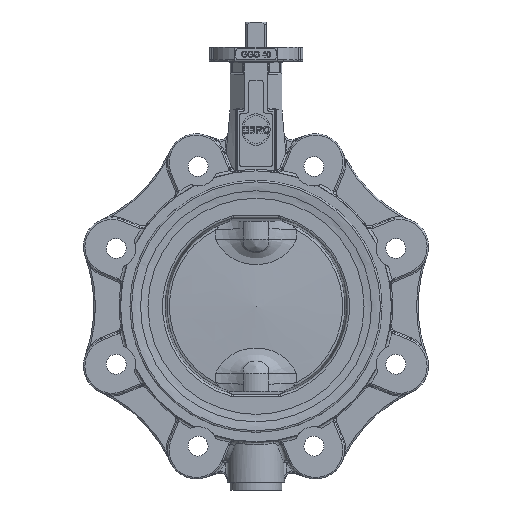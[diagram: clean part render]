
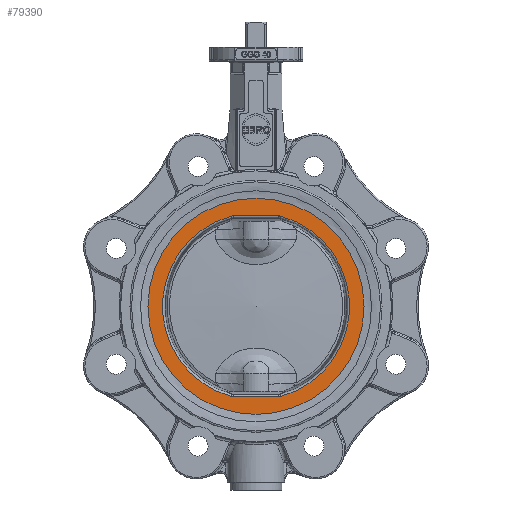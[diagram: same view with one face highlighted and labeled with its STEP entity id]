
A CAD part, front view. The second image highlights one B-rep face of the part: STEP entity #79390.
In plain terms, the highlighted free-form (B-spline) face has degree [1, 1] with [2, 2] control points.
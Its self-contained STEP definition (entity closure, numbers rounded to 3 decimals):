
#78242=CARTESIAN_POINT('',(75.009,-28.,0.));
#78243=VERTEX_POINT('',#78242);
#78244=CARTESIAN_POINT('',(0.,-28.,0.));
#78245=DIRECTION('',(0.0,1.0,0.0));
#78246=DIRECTION('',(1.0,0.0,0.0));
#78247=AXIS2_PLACEMENT_3D('',#78244,#78245,#78246);
#78248=CIRCLE('',#78247,75.009);
#78249=EDGE_CURVE('',#78243,#78243,#78248,.T.);
#79310=CARTESIAN_POINT('',(-75.009,-28.,75.009));
#79311=CARTESIAN_POINT('',(-75.009,-28.,-75.009));
#79312=CARTESIAN_POINT('',(75.009,-28.,75.009));
#79313=CARTESIAN_POINT('',(75.009,-28.,-75.009));
#79314=B_SPLINE_SURFACE_WITH_KNOTS('',1,1,((#79310,#79312),(#79311,#79313)),.UNSPECIFIED.,.F.,.F.,.U.,(2,2),(2,2),(0.0,150.018),(0.0,150.018),.UNSPECIFIED.);
#79315=ORIENTED_EDGE('',*,*,#78249,.F.);
#79316=EDGE_LOOP('',(#79315));
#79317=FACE_OUTER_BOUND('',#79316,.T.);
#79318=CARTESIAN_POINT('',(-17.269,-28.,62.561));
#79319=VERTEX_POINT('',#79318);
#79320=CARTESIAN_POINT('',(-17.269,-28.,-62.561));
#79321=VERTEX_POINT('',#79320);
#79322=CARTESIAN_POINT('',(0.,-28.,0.));
#79323=DIRECTION('',(0.,-1.0,0.));
#79324=DIRECTION('',(-1.0,0.,0.));
#79325=AXIS2_PLACEMENT_3D('',#79322,#79323,#79324);
#79326=CIRCLE('',#79325,64.901);
#79327=EDGE_CURVE('',#79319,#79321,#79326,.T.);
#79328=ORIENTED_EDGE('',*,*,#79327,.F.);
#79329=CARTESIAN_POINT('',(-15.872,-28.,62.752));
#79330=VERTEX_POINT('',#79329);
#79331=CARTESIAN_POINT('',(-15.872,-28.,62.752));
#79332=CARTESIAN_POINT('',(-16.343,-28.,62.752));
#79333=CARTESIAN_POINT('',(-16.815,-28.,62.687));
#79334=CARTESIAN_POINT('',(-17.269,-28.,62.561));
#79335=B_SPLINE_CURVE_WITH_KNOTS('',3,(#79331,#79332,#79333,#79334),.UNSPECIFIED.,.F.,.U.,(4,4),(0.0,0.141),.UNSPECIFIED.);
#79336=EDGE_CURVE('',#79330,#79319,#79335,.T.);
#79337=ORIENTED_EDGE('',*,*,#79336,.F.);
#79338=CARTESIAN_POINT('',(15.872,-28.,62.752));
#79339=VERTEX_POINT('',#79338);
#79340=CARTESIAN_POINT('',(15.872,-28.,62.752));
#79341=DIRECTION('',(-1.0,0.0,0.0));
#79342=VECTOR('',#79341,31.745);
#79343=LINE('',#79340,#79342);
#79344=EDGE_CURVE('',#79339,#79330,#79343,.T.);
#79345=ORIENTED_EDGE('',*,*,#79344,.F.);
#79346=CARTESIAN_POINT('',(17.269,-28.,62.561));
#79347=VERTEX_POINT('',#79346);
#79348=CARTESIAN_POINT('',(17.269,-28.,62.561));
#79349=CARTESIAN_POINT('',(16.815,-28.,62.687));
#79350=CARTESIAN_POINT('',(16.343,-28.,62.752));
#79351=CARTESIAN_POINT('',(15.872,-28.,62.752));
#79352=B_SPLINE_CURVE_WITH_KNOTS('',3,(#79348,#79349,#79350,#79351),.UNSPECIFIED.,.F.,.U.,(4,4),(0.0,0.141),.UNSPECIFIED.);
#79353=EDGE_CURVE('',#79347,#79339,#79352,.T.);
#79354=ORIENTED_EDGE('',*,*,#79353,.F.);
#79355=CARTESIAN_POINT('',(17.269,-28.,-62.561));
#79356=VERTEX_POINT('',#79355);
#79357=CARTESIAN_POINT('',(0.,-28.,0.));
#79358=DIRECTION('',(0.,-1.0,0.));
#79359=DIRECTION('',(1.0,0.,0.));
#79360=AXIS2_PLACEMENT_3D('',#79357,#79358,#79359);
#79361=CIRCLE('',#79360,64.901);
#79362=EDGE_CURVE('',#79356,#79347,#79361,.T.);
#79363=ORIENTED_EDGE('',*,*,#79362,.F.);
#79364=CARTESIAN_POINT('',(15.872,-28.,-62.752));
#79365=VERTEX_POINT('',#79364);
#79366=CARTESIAN_POINT('',(15.872,-28.,-62.752));
#79367=CARTESIAN_POINT('',(16.343,-28.,-62.752));
#79368=CARTESIAN_POINT('',(16.815,-28.,-62.687));
#79369=CARTESIAN_POINT('',(17.269,-28.,-62.561));
#79370=B_SPLINE_CURVE_WITH_KNOTS('',3,(#79366,#79367,#79368,#79369),.UNSPECIFIED.,.F.,.U.,(4,4),(0.0,0.141),.UNSPECIFIED.);
#79371=EDGE_CURVE('',#79365,#79356,#79370,.T.);
#79372=ORIENTED_EDGE('',*,*,#79371,.F.);
#79373=CARTESIAN_POINT('',(-15.872,-28.,-62.752));
#79374=VERTEX_POINT('',#79373);
#79375=CARTESIAN_POINT('',(-15.872,-28.,-62.752));
#79376=DIRECTION('',(1.0,0.0,0.0));
#79377=VECTOR('',#79376,31.745);
#79378=LINE('',#79375,#79377);
#79379=EDGE_CURVE('',#79374,#79365,#79378,.T.);
#79380=ORIENTED_EDGE('',*,*,#79379,.F.);
#79381=CARTESIAN_POINT('',(-17.269,-28.,-62.561));
#79382=CARTESIAN_POINT('',(-16.815,-28.,-62.687));
#79383=CARTESIAN_POINT('',(-16.343,-28.,-62.752));
#79384=CARTESIAN_POINT('',(-15.872,-28.,-62.752));
#79385=B_SPLINE_CURVE_WITH_KNOTS('',3,(#79381,#79382,#79383,#79384),.UNSPECIFIED.,.F.,.U.,(4,4),(0.,0.141),.UNSPECIFIED.);
#79386=EDGE_CURVE('',#79321,#79374,#79385,.T.);
#79387=ORIENTED_EDGE('',*,*,#79386,.F.);
#79388=EDGE_LOOP('',(#79328,#79337,#79345,#79354,#79363,#79372,#79380,#79387));
#79389=FACE_BOUND('',#79388,.T.);
#79390=ADVANCED_FACE('',(#79317,#79389),#79314,.T.);
